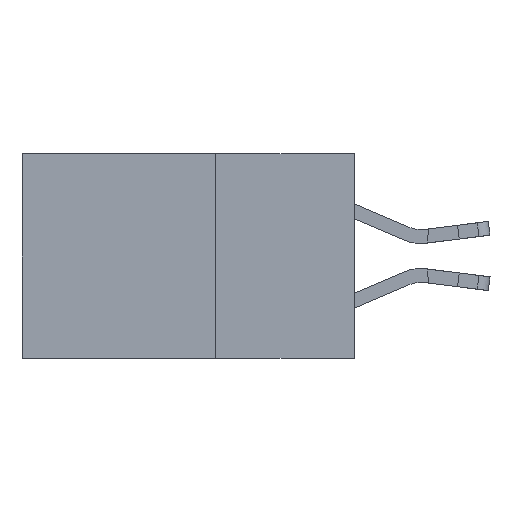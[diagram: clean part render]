
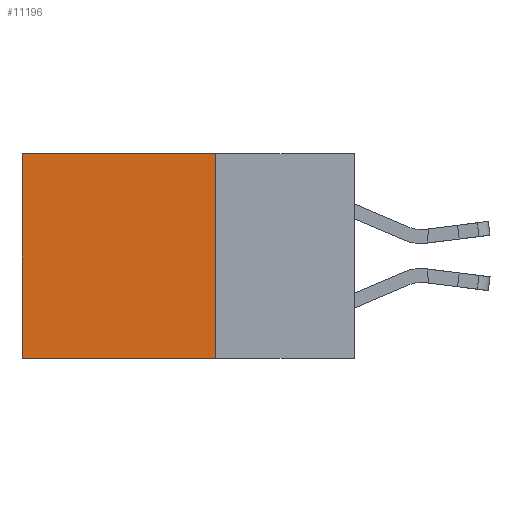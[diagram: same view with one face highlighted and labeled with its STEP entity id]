
A CAD part, left-side view. The second image highlights one B-rep face of the part: STEP entity #11196.
In plain terms, the highlighted planar face has unit normal (-1, 0, 0).
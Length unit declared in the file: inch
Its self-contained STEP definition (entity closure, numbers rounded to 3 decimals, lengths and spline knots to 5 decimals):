
#1192 = CARTESIAN_POINT ( 'NONE',  ( 0.2615, 0.25, 0. ) ) ;
#1411 = CARTESIAN_POINT ( 'NONE',  ( 0.2615, 0.6, 0. ) ) ;
#1943 = ORIENTED_EDGE ( 'NONE', *, *, #9563, .T. ) ;
#2386 = CARTESIAN_POINT ( 'NONE',  ( 0.2615, 0.25, -0.37 ) ) ;
#2865 = EDGE_CURVE ( 'NONE', #6845, #5302, #5014, .T. ) ;
#3242 = VECTOR ( 'NONE', #7524, 39.37008 ) ;
#3268 = PLANE ( 'NONE',  #6188 ) ;
#3284 = DIRECTION ( 'NONE',  ( 0., 1., 0. ) ) ;
#4563 = DIRECTION ( 'NONE',  ( 0., 0., -1. ) ) ;
#4726 = VECTOR ( 'NONE', #7222, 39.37008 ) ;
#5014 = LINE ( 'NONE', #5404, #4726 ) ;
#5078 = DIRECTION ( 'NONE',  ( 1., 0., 0. ) ) ;
#5302 = VERTEX_POINT ( 'NONE', #11100 ) ;
#5404 = CARTESIAN_POINT ( 'NONE',  ( 0.2615, 0.25, -0.37 ) ) ;
#5808 = VERTEX_POINT ( 'NONE', #9684 ) ;
#6188 = AXIS2_PLACEMENT_3D ( 'NONE', #9523, #5078, #8622 ) ;
#6351 = FACE_OUTER_BOUND ( 'NONE', #6891, .T. ) ;
#6381 = VECTOR ( 'NONE', #3284, 39.37008 ) ;
#6740 = LINE ( 'NONE', #10033, #9826 ) ;
#6745 = EDGE_CURVE ( 'NONE', #8488, #5808, #6740, .T. ) ;
#6845 = VERTEX_POINT ( 'NONE', #1192 ) ;
#6891 = EDGE_LOOP ( 'NONE', ( #8270, #9779, #10508, #1943 ) ) ;
#7222 = DIRECTION ( 'NONE',  ( 0., 0., -1. ) ) ;
#7524 = DIRECTION ( 'NONE',  ( 0., 1., 0. ) ) ;
#8270 = ORIENTED_EDGE ( 'NONE', *, *, #6745, .T. ) ;
#8488 = VERTEX_POINT ( 'NONE', #1411 ) ;
#8622 = DIRECTION ( 'NONE',  ( 0., 0., -1. ) ) ;
#8645 = EDGE_CURVE ( 'NONE', #5302, #5808, #8731, .T. ) ;
#8731 = LINE ( 'NONE', #2386, #6381 ) ;
#9316 = CARTESIAN_POINT ( 'NONE',  ( 0.2615, 0.25, 0. ) ) ;
#9454 = LINE ( 'NONE', #9316, #3242 ) ;
#9523 = CARTESIAN_POINT ( 'NONE',  ( 0.2615, 0.25, -0.37 ) ) ;
#9563 = EDGE_CURVE ( 'NONE', #6845, #8488, #9454, .T. ) ;
#9684 = CARTESIAN_POINT ( 'NONE',  ( 0.2615, 0.6, -0.37 ) ) ;
#9779 = ORIENTED_EDGE ( 'NONE', *, *, #8645, .F. ) ;
#9826 = VECTOR ( 'NONE', #4563, 39.37008 ) ;
#10033 = CARTESIAN_POINT ( 'NONE',  ( 0.2615, 0.6, -0.37 ) ) ;
#10508 = ORIENTED_EDGE ( 'NONE', *, *, #2865, .F. ) ;
#11100 = CARTESIAN_POINT ( 'NONE',  ( 0.2615, 0.25, -0.37 ) ) ;
#11196 = ADVANCED_FACE ( 'NONE', ( #6351 ), #3268, .F. ) ;
